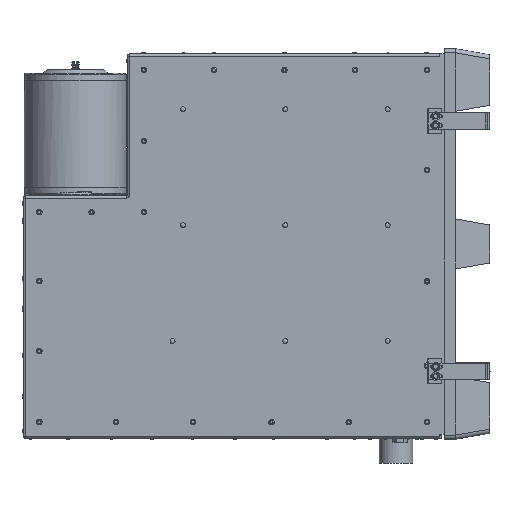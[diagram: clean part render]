
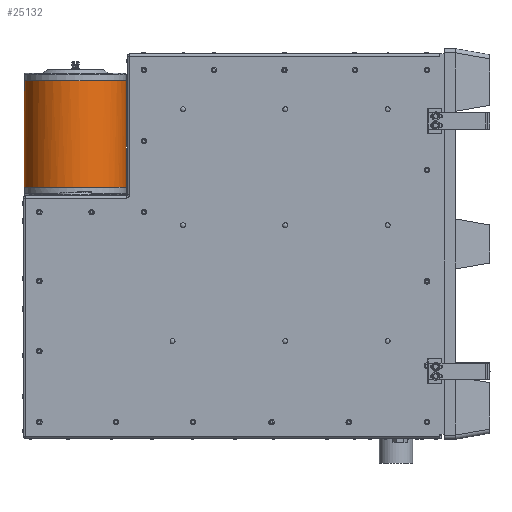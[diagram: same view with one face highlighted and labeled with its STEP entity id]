
A CAD part, left-side view. The second image highlights one B-rep face of the part: STEP entity #25132.
In plain terms, the highlighted cylindrical face has radius 155.448 mm (diameter 310.896 mm), a full revolution.
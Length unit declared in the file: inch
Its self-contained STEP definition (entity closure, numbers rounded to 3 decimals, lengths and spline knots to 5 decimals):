
#5713=FACE_BOUND('',#8300,.T.);
#6545=FACE_OUTER_BOUND('',#8299,.T.);
#8299=EDGE_LOOP('',(#18376));
#8300=EDGE_LOOP('',(#18377));
#10520=CIRCLE('',#26986,6.12);
#10536=CIRCLE('',#27066,6.12);
#11722=VERTEX_POINT('',#54371);
#11789=VERTEX_POINT('',#54894);
#14240=EDGE_CURVE('',#11722,#11722,#10520,.T.);
#14364=EDGE_CURVE('',#11789,#11789,#10536,.T.);
#18376=ORIENTED_EDGE('',*,*,#14240,.F.);
#18377=ORIENTED_EDGE('',*,*,#14364,.F.);
#24541=CYLINDRICAL_SURFACE('',#27065,6.12);
#25132=ADVANCED_FACE('',(#6545,#5713),#24541,.T.);
#26986=AXIS2_PLACEMENT_3D('',#54372,#30267,#30268);
#27065=AXIS2_PLACEMENT_3D('',#54893,#30429,#30430);
#27066=AXIS2_PLACEMENT_3D('',#54895,#30431,#30432);
#30267=DIRECTION('center_axis',(0.,0.,
1.));
#30268=DIRECTION('ref_axis',(-0.588,-0.809,0.));
#30429=DIRECTION('center_axis',(0.,0.,
1.));
#30430=DIRECTION('ref_axis',(-0.588,-0.809,0.));
#30431=DIRECTION('center_axis',(0.,0.,
-1.));
#30432=DIRECTION('ref_axis',(-0.588,-0.809,0.));
#54371=CARTESIAN_POINT('',(-4.46552,48.57638,42.298));
#54372=CARTESIAN_POINT('Origin',(-8.0625,43.625,42.298));
#54893=CARTESIAN_POINT('Origin',(-8.0625,43.625,29.548));
#54894=CARTESIAN_POINT('',(-4.46552,48.57638,29.548));
#54895=CARTESIAN_POINT('Origin',(-8.0625,43.625,29.548));
